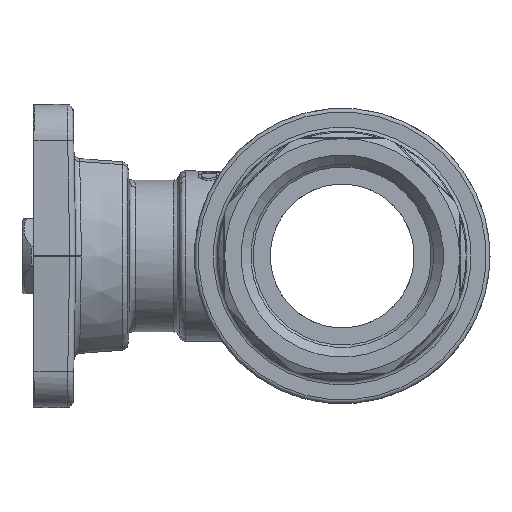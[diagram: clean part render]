
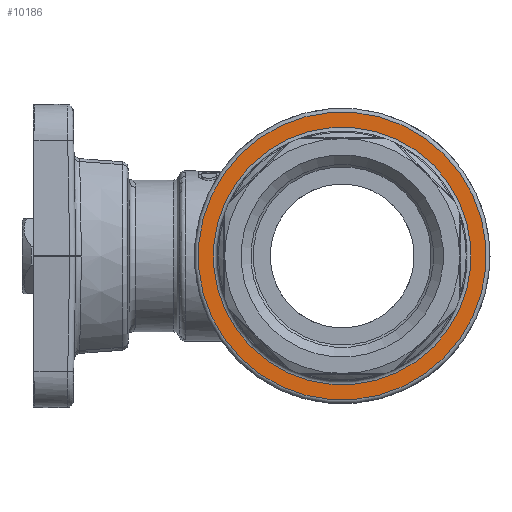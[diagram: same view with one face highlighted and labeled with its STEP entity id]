
A CAD part, left-side view. The second image highlights one B-rep face of the part: STEP entity #10186.
In plain terms, the highlighted planar face has unit normal (-1, 0, 0).
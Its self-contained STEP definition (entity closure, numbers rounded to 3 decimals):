
#509=FACE_BOUND('',#2584,.T.);
#1185=PLANE('',#11155);
#1932=FACE_OUTER_BOUND('',#2583,.T.);
#2583=EDGE_LOOP('',(#9446));
#2584=EDGE_LOOP('',(#9447));
#3995=CIRCLE('',#11154,19.);
#3996=CIRCLE('',#11156,17.);
#4945=VERTEX_POINT('',#24354);
#4946=VERTEX_POINT('',#24358);
#6456=EDGE_CURVE('',#4945,#4945,#3995,.T.);
#6457=EDGE_CURVE('',#4946,#4946,#3996,.T.);
#9446=ORIENTED_EDGE('',*,*,#6456,.F.);
#9447=ORIENTED_EDGE('',*,*,#6457,.F.);
#10186=ADVANCED_FACE('',(#1932,#509),#1185,.T.);
#11154=AXIS2_PLACEMENT_3D('',#24356,#13368,#13369);
#11155=AXIS2_PLACEMENT_3D('',#24357,#13370,#13371);
#11156=AXIS2_PLACEMENT_3D('',#24359,#13372,#13373);
#13368=DIRECTION('center_axis',(1.,0.,0.));
#13369=DIRECTION('ref_axis',(0.,-1.,0.));
#13370=DIRECTION('center_axis',(-1.,0.,0.));
#13371=DIRECTION('ref_axis',(0.,0.,1.));
#13372=DIRECTION('center_axis',(-1.,0.,0.));
#13373=DIRECTION('ref_axis',(0.,-1.,0.));
#24354=CARTESIAN_POINT('',(0.,0.,
19.));
#24356=CARTESIAN_POINT('Origin',(0.,0.,0.));
#24357=CARTESIAN_POINT('Origin',(0.,18.,0.));
#24358=CARTESIAN_POINT('',(0.,0.,17.));
#24359=CARTESIAN_POINT('Origin',(0.,0.,0.));
